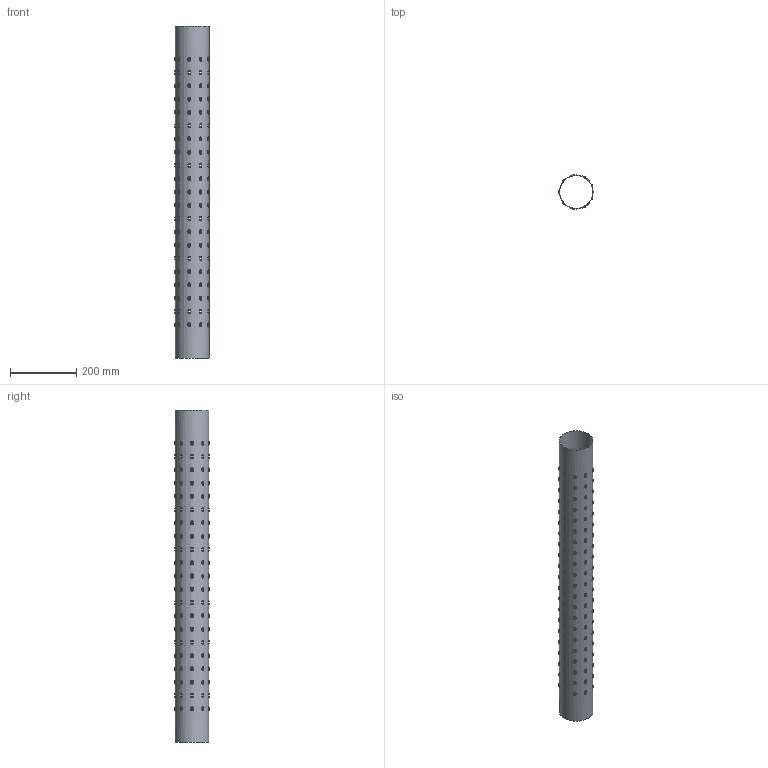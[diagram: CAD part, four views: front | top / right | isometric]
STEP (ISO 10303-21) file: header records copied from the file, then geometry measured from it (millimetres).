
FILE_DESCRIPTION(/* description */ ('Dysplåt'),/* implementation_level */ '2;1');
FILE_NAME(/* name */ 'P41-1-AB-01.stp',/* time_stamp */ '2016-06-09T13:59:01+02:00',/* author */ ('John'),/* organization */ (''),/* preprocessor_version */ 'ST-DEVELOPER v15.6',/* originating_system */ 'Autodesk Inventor 2015',/* authorisation */ '');
FILE_SCHEMA (('AUTOMOTIVE_DESIGN { 1 0 10303 214 3 1 1 }'));
Products named in the file (1): P41-1-AB-01
Bounding box: 102.8 x 103.55 x 1000 mm (x, y, z)
Volume: 192687.4 mm3; surface area: 635225.9 mm2
Topology: 1 solids, 1 shells, 3219 faces, 7572 edges, 4544 vertices
Faces by surface type: bspline 2268, plane 760, cylinder 191
Full cylindrical faces by diameter (mm): 100 x1, 101.2 x1
Entity records: 183839 total; most frequent: CARTESIAN_POINT 124525, ORIENTED_EDGE 15144, EDGE_CURVE 7572, DIRECTION 5700, VERTEX_POINT 4544, LINE 3788, VECTOR 3788, EDGE_LOOP 3786
